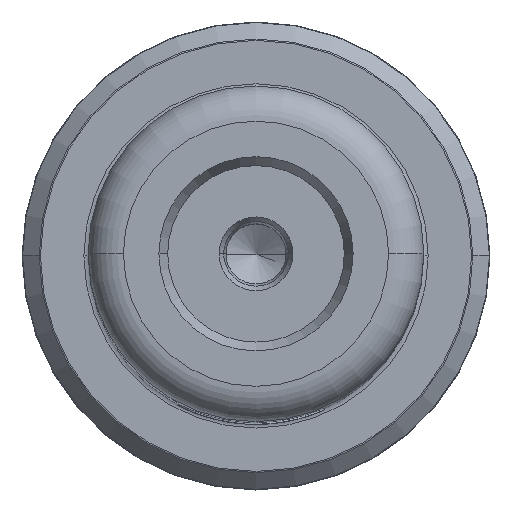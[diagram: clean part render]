
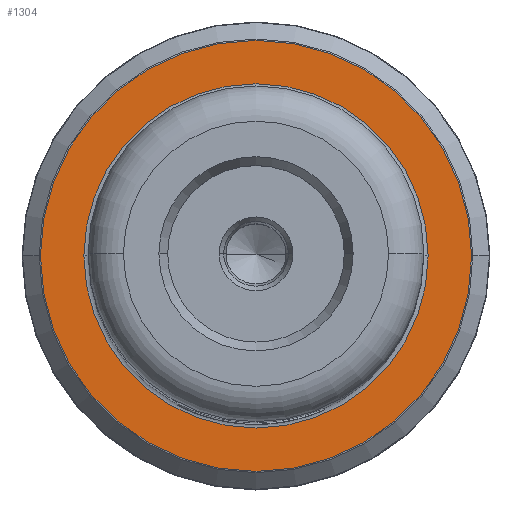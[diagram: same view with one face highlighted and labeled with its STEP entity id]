
A CAD part, top view. The second image highlights one B-rep face of the part: STEP entity #1304.
In plain terms, the highlighted planar face has unit normal (0, 0, 1).
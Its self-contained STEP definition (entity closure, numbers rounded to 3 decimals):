
#77 = CARTESIAN_POINT ( 'NONE',  ( 0., 0., 39. ) ) ;
#85 = VERTEX_POINT ( 'NONE', #3145 ) ;
#133 = VERTEX_POINT ( 'NONE', #2792 ) ;
#178 = ORIENTED_EDGE ( 'NONE', *, *, #1976, .T. ) ;
#305 = AXIS2_PLACEMENT_3D ( 'NONE', #2906, #2928, #1328 ) ;
#498 = AXIS2_PLACEMENT_3D ( 'NONE', #730, #2993, #2066 ) ;
#597 = ORIENTED_EDGE ( 'NONE', *, *, #2380, .T. ) ;
#634 = DIRECTION ( 'NONE',  ( -1., 0., 0. ) ) ;
#679 = FACE_OUTER_BOUND ( 'NONE', #1840, .T. ) ;
#714 = CARTESIAN_POINT ( 'NONE',  ( 19.5, 0., 39. ) ) ;
#730 = CARTESIAN_POINT ( 'NONE',  ( 0., 0., 39. ) ) ;
#768 = CIRCLE ( 'NONE', #498, 24.417 ) ;
#804 = CARTESIAN_POINT ( 'NONE',  ( 24.417, 0., 39. ) ) ;
#830 = EDGE_CURVE ( 'NONE', #3356, #133, #2359, .T. ) ;
#908 = AXIS2_PLACEMENT_3D ( 'NONE', #1087, #2918, #1691 ) ;
#1087 = CARTESIAN_POINT ( 'NONE',  ( 0., 0., 39. ) ) ;
#1124 = ORIENTED_EDGE ( 'NONE', *, *, #2582, .T. ) ;
#1304 = ADVANCED_FACE ( 'NONE', ( #1617, #679 ), #2266, .T. ) ;
#1328 = DIRECTION ( 'NONE',  ( 1., 0., 0. ) ) ;
#1617 = FACE_BOUND ( 'NONE', #2095, .T. ) ;
#1691 = DIRECTION ( 'NONE',  ( 1., 0., 0. ) ) ;
#1698 = CIRCLE ( 'NONE', #2038, 19.5 ) ;
#1840 = EDGE_LOOP ( 'NONE', ( #3562, #597 ) ) ;
#1917 = CIRCLE ( 'NONE', #3177, 19.5 ) ;
#1976 = EDGE_CURVE ( 'NONE', #85, #2726, #1917, .T. ) ;
#2038 = AXIS2_PLACEMENT_3D ( 'NONE', #77, #3151, #634 ) ;
#2066 = DIRECTION ( 'NONE',  ( 1., 0., 0. ) ) ;
#2095 = EDGE_LOOP ( 'NONE', ( #178, #1124 ) ) ;
#2266 = PLANE ( 'NONE',  #305 ) ;
#2359 = CIRCLE ( 'NONE', #908, 24.417 ) ;
#2380 = EDGE_CURVE ( 'NONE', #133, #3356, #768, .T. ) ;
#2582 = EDGE_CURVE ( 'NONE', #2726, #85, #1698, .T. ) ;
#2726 = VERTEX_POINT ( 'NONE', #714 ) ;
#2792 = CARTESIAN_POINT ( 'NONE',  ( -24.417, 0., 39. ) ) ;
#2906 = CARTESIAN_POINT ( 'NONE',  ( 0., 0., 39. ) ) ;
#2918 = DIRECTION ( 'NONE',  ( 0., 0., 1. ) ) ;
#2928 = DIRECTION ( 'NONE',  ( 0., 0., 1. ) ) ;
#2993 = DIRECTION ( 'NONE',  ( 0., 0., 1. ) ) ;
#3145 = CARTESIAN_POINT ( 'NONE',  ( -19.5, 0., 39. ) ) ;
#3151 = DIRECTION ( 'NONE',  ( 0., 0., -1. ) ) ;
#3177 = AXIS2_PLACEMENT_3D ( 'NONE', #3737, #4067, #4021 ) ;
#3356 = VERTEX_POINT ( 'NONE', #804 ) ;
#3562 = ORIENTED_EDGE ( 'NONE', *, *, #830, .T. ) ;
#3737 = CARTESIAN_POINT ( 'NONE',  ( 0., 0., 39. ) ) ;
#4021 = DIRECTION ( 'NONE',  ( -1., 0., 0. ) ) ;
#4067 = DIRECTION ( 'NONE',  ( 0., 0., -1. ) ) ;
